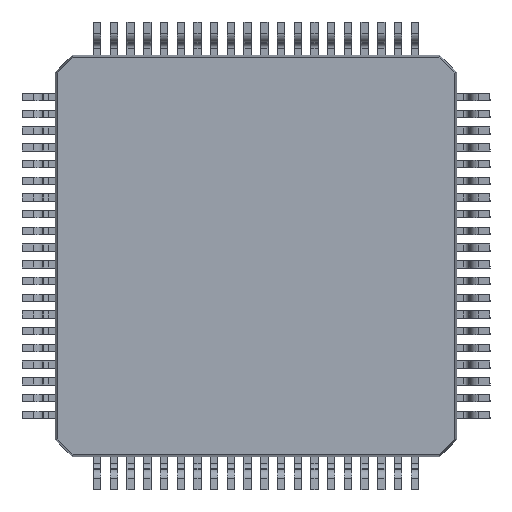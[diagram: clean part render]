
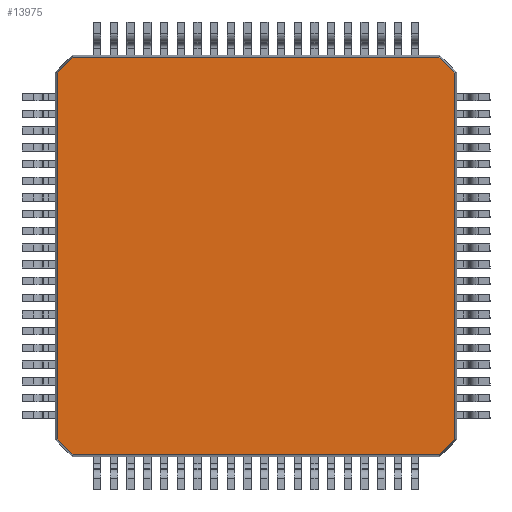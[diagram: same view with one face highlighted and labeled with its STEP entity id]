
A CAD part, front view. The second image highlights one B-rep face of the part: STEP entity #13975.
In plain terms, the highlighted planar face has unit normal (0, -1, 0).
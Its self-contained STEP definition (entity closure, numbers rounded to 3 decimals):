
#325 = VERTEX_POINT ( 'NONE', #11043 ) ;
#473 = LINE ( 'NONE', #5561, #23922 ) ;
#789 = VECTOR ( 'NONE', #29557, 1000. ) ;
#2882 = VERTEX_POINT ( 'NONE', #25816 ) ;
#2916 = ORIENTED_EDGE ( 'NONE', *, *, #6615, .T. ) ;
#3661 = EDGE_LOOP ( 'NONE', ( #29951, #29868, #14118, #24152, #13038, #10326, #5296, #2916 ) ) ;
#4582 = CARTESIAN_POINT ( 'NONE',  ( -5.456, 0.05, 5.956 ) ) ;
#4749 = CARTESIAN_POINT ( 'NONE',  ( 5.474, 0.05, 5.937 ) ) ;
#5296 = ORIENTED_EDGE ( 'NONE', *, *, #8258, .T. ) ;
#5561 = CARTESIAN_POINT ( 'NONE',  ( 5.937, 0.05, -5.5 ) ) ;
#5888 = VERTEX_POINT ( 'NONE', #27499 ) ;
#6615 = EDGE_CURVE ( 'NONE', #325, #26005, #8746, .T. ) ;
#7819 = CARTESIAN_POINT ( 'NONE',  ( 5.474, 0.05, -5.937 ) ) ;
#7970 = CARTESIAN_POINT ( 'NONE',  ( -5.474, 0.05, 5.937 ) ) ;
#8172 = EDGE_CURVE ( 'NONE', #22931, #5888, #32114, .T. ) ;
#8258 = EDGE_CURVE ( 'NONE', #19683, #325, #19203, .T. ) ;
#8746 = LINE ( 'NONE', #24457, #26695 ) ;
#9274 = EDGE_CURVE ( 'NONE', #2882, #26600, #473, .T. ) ;
#9344 = CARTESIAN_POINT ( 'NONE',  ( -5.937, 0.05, 5.5 ) ) ;
#9359 = EDGE_CURVE ( 'NONE', #5888, #19683, #20224, .T. ) ;
#9475 = VECTOR ( 'NONE', #26643, 1000. ) ;
#10326 = ORIENTED_EDGE ( 'NONE', *, *, #9359, .T. ) ;
#10934 = DIRECTION ( 'NONE',  ( 0., 0., -1. ) ) ;
#11043 = CARTESIAN_POINT ( 'NONE',  ( -5.474, 0.05, -5.937 ) ) ;
#11639 = EDGE_CURVE ( 'NONE', #26600, #13969, #21355, .T. ) ;
#13038 = ORIENTED_EDGE ( 'NONE', *, *, #8172, .T. ) ;
#13288 = DIRECTION ( 'NONE',  ( 0.707, 0., 0.707 ) ) ;
#13969 = VERTEX_POINT ( 'NONE', #4749 ) ;
#13975 = ADVANCED_FACE ( 'NONE', ( #35011 ), #24661, .T. ) ;
#14098 = CARTESIAN_POINT ( 'NONE',  ( 5.937, 0.05, 5.474 ) ) ;
#14118 = ORIENTED_EDGE ( 'NONE', *, *, #11639, .T. ) ;
#14672 = LINE ( 'NONE', #18081, #35629 ) ;
#14944 = LINE ( 'NONE', #32472, #28763 ) ;
#15571 = CARTESIAN_POINT ( 'NONE',  ( 5.956, 0.05, 5.456 ) ) ;
#18081 = CARTESIAN_POINT ( 'NONE',  ( 5.5, 0.05, 5.937 ) ) ;
#18232 = VECTOR ( 'NONE', #23242, 1000. ) ;
#18623 = DIRECTION ( 'NONE',  ( -1., 0., 0. ) ) ;
#18905 = CARTESIAN_POINT ( 'NONE',  ( 0., 0.05, 0. ) ) ;
#19072 = DIRECTION ( 'NONE',  ( 1., 0., 0. ) ) ;
#19203 = LINE ( 'NONE', #32976, #789 ) ;
#19306 = DIRECTION ( 'NONE',  ( 0., 0., 1. ) ) ;
#19683 = VERTEX_POINT ( 'NONE', #24422 ) ;
#20224 = LINE ( 'NONE', #9344, #18232 ) ;
#20813 = DIRECTION ( 'NONE',  ( -0.707, 0., 0.707 ) ) ;
#21355 = LINE ( 'NONE', #15571, #25756 ) ;
#21698 = EDGE_CURVE ( 'NONE', #13969, #22931, #14672, .T. ) ;
#22931 = VERTEX_POINT ( 'NONE', #7970 ) ;
#23242 = DIRECTION ( 'NONE',  ( 0., 0., -1. ) ) ;
#23922 = VECTOR ( 'NONE', #19306, 1000. ) ;
#24152 = ORIENTED_EDGE ( 'NONE', *, *, #21698, .T. ) ;
#24422 = CARTESIAN_POINT ( 'NONE',  ( -5.937, 0.05, -5.474 ) ) ;
#24457 = CARTESIAN_POINT ( 'NONE',  ( -5.5, 0.05, -5.937 ) ) ;
#24661 = PLANE ( 'NONE',  #28714 ) ;
#25756 = VECTOR ( 'NONE', #20813, 1000. ) ;
#25816 = CARTESIAN_POINT ( 'NONE',  ( 5.937, 0.05, -5.474 ) ) ;
#26005 = VERTEX_POINT ( 'NONE', #7819 ) ;
#26600 = VERTEX_POINT ( 'NONE', #14098 ) ;
#26643 = DIRECTION ( 'NONE',  ( -0.707, 0., -0.707 ) ) ;
#26695 = VECTOR ( 'NONE', #19072, 1000. ) ;
#27499 = CARTESIAN_POINT ( 'NONE',  ( -5.937, 0.05, 5.474 ) ) ;
#28714 = AXIS2_PLACEMENT_3D ( 'NONE', #18905, #35196, #10934 ) ;
#28763 = VECTOR ( 'NONE', #13288, 1000. ) ;
#29557 = DIRECTION ( 'NONE',  ( 0.707, 0., -0.707 ) ) ;
#29867 = EDGE_CURVE ( 'NONE', #26005, #2882, #14944, .T. ) ;
#29868 = ORIENTED_EDGE ( 'NONE', *, *, #9274, .T. ) ;
#29951 = ORIENTED_EDGE ( 'NONE', *, *, #29867, .T. ) ;
#32114 = LINE ( 'NONE', #4582, #9475 ) ;
#32472 = CARTESIAN_POINT ( 'NONE',  ( 5.456, 0.05, -5.956 ) ) ;
#32976 = CARTESIAN_POINT ( 'NONE',  ( -5.956, 0.05, -5.456 ) ) ;
#35011 = FACE_OUTER_BOUND ( 'NONE', #3661, .T. ) ;
#35196 = DIRECTION ( 'NONE',  ( 0., -1., 0. ) ) ;
#35629 = VECTOR ( 'NONE', #18623, 1000. ) ;
